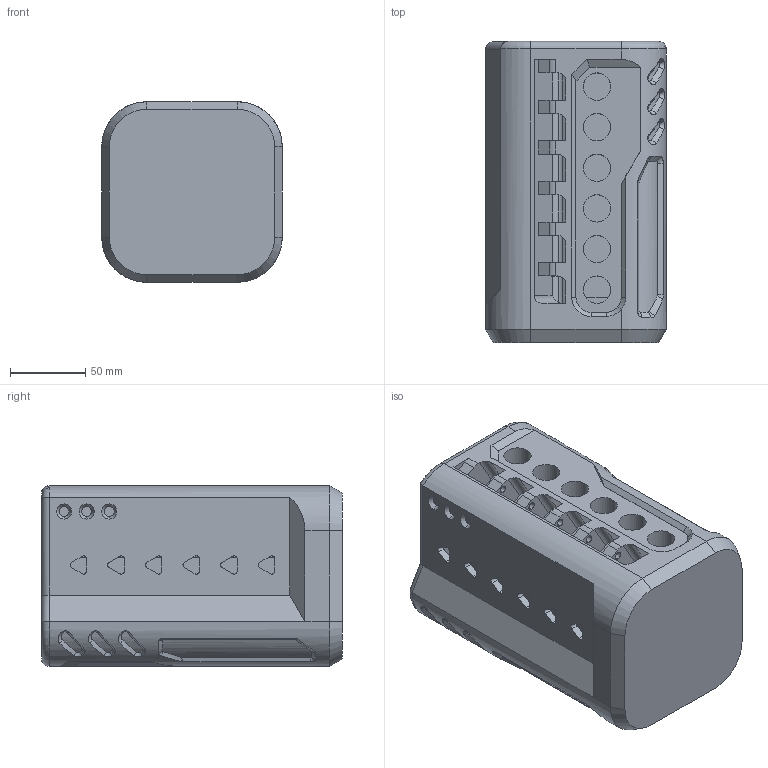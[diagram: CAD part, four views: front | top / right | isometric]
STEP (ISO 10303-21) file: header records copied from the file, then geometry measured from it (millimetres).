
FILE_DESCRIPTION (( 'STEP AP214' ), '1' );
FILE_NAME ('A01.001-RK3-S__[ID002]__Body.STEP', '2024-09-10T22:07:16', ( '' ), ( '' ), 'SwSTEP 2.0', 'SolidWorks 2021', '' );
FILE_SCHEMA (( 'AUTOMOTIVE_DESIGN' ));
Length unit declared in the file: millimetre
Products named in the file (1): A01.001-RK3-S__[ID002]__Body
Bounding box: 120 x 200 x 120 mm (x, y, z)
Surface area: 324300.3 mm2 (no closed solid volume)
Topology: 0 solids, 3 shells, 490 faces, 1333 edges, 874 vertices
Faces by surface type: plane 207, cylinder 189, bspline 66, cone 24, torus 4
Entity records: 20495 total; most frequent: CARTESIAN_POINT 8260, ORIENTED_EDGE 2646, DIRECTION 2283, EDGE_CURVE 1333, VERTEX_POINT 874, AXIS2_PLACEMENT_3D 793, VECTOR 697, LINE 697
